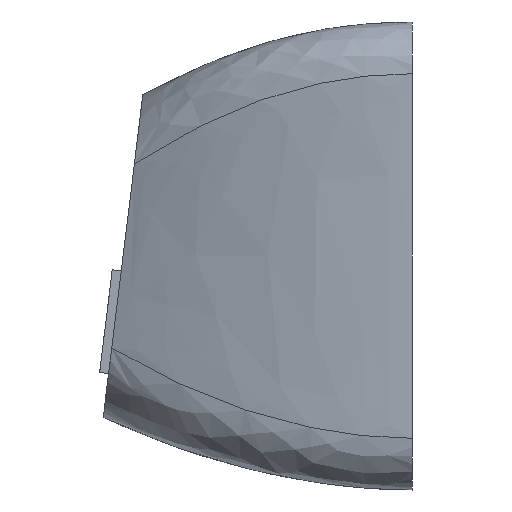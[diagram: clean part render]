
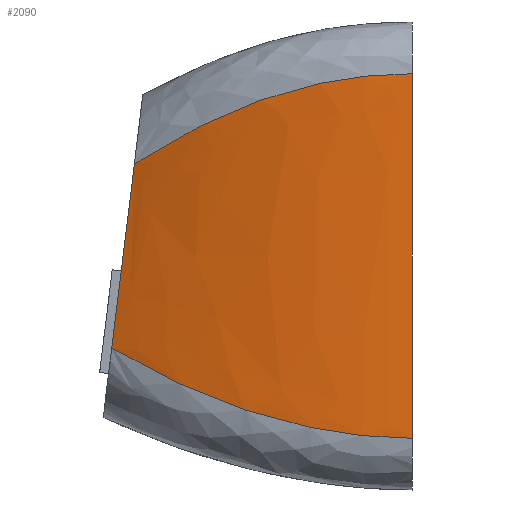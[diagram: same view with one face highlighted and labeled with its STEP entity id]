
A CAD part, left-side view. The second image highlights one B-rep face of the part: STEP entity #2090.
In plain terms, the highlighted free-form (B-spline) face has degree [3, 3] with [4, 4] control points.
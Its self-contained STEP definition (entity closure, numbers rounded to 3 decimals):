
#108=LINE('',#3792,#319);
#113=LINE('',#3813,#324);
#319=VECTOR('',#2380,10.);
#324=VECTOR('',#2397,10.);
#583=FACE_OUTER_BOUND('',#701,.T.);
#701=EDGE_LOOP('',(#1647,#1648,#1649,#1650));
#829=B_SPLINE_CURVE_WITH_KNOTS('',3,(#3929,#3930,#3931,#3932),
 .UNSPECIFIED.,.F.,.F.,(4,4),(0.,1.),.UNSPECIFIED.);
#830=B_SPLINE_CURVE_WITH_KNOTS('',3,(#3949,#3950,#3951,#3952),
 .UNSPECIFIED.,.F.,.F.,(4,4),(0.,1.),.UNSPECIFIED.);
#937=VERTEX_POINT('',#3789);
#938=VERTEX_POINT('',#3791);
#947=VERTEX_POINT('',#3810);
#948=VERTEX_POINT('',#3812);
#1184=EDGE_CURVE('',#938,#937,#108,.T.);
#1194=EDGE_CURVE('',#947,#948,#113,.T.);
#1202=EDGE_CURVE('',#947,#938,#829,.T.);
#1203=EDGE_CURVE('',#948,#937,#830,.T.);
#1647=ORIENTED_EDGE('',*,*,#1194,.F.);
#1648=ORIENTED_EDGE('',*,*,#1202,.T.);
#1649=ORIENTED_EDGE('',*,*,#1184,.T.);
#1650=ORIENTED_EDGE('',*,*,#1203,.F.);
#2024=B_SPLINE_SURFACE_WITH_KNOTS('',3,3,((#3933,#3934,#3935,#3936),(#3937,
#3938,#3939,#3940),(#3941,#3942,#3943,#3944),(#3945,#3946,#3947,#3948)),
 .UNSPECIFIED.,.F.,.F.,.F.,(4,4),(4,4),(0.,1.),(0.,1.),.UNSPECIFIED.);
#2090=ADVANCED_FACE('',(#583),#2024,.F.);
#2380=DIRECTION('',(0.,0.,1.));
#2397=DIRECTION('',(0.,-0.122,0.993));
#3789=CARTESIAN_POINT('',(0.,0.,16.1));
#3791=CARTESIAN_POINT('',(0.,0.,2.));
#3792=CARTESIAN_POINT('',(0.,0.,16.1));
#3810=CARTESIAN_POINT('',(2.7,11.625,5.494));
#3812=CARTESIAN_POINT('',(2.7,10.752,12.606));
#3813=CARTESIAN_POINT('',(2.7,10.752,12.606));
#3929=CARTESIAN_POINT('Ctrl Pts',(2.7,11.625,5.494));
#3930=CARTESIAN_POINT('Ctrl Pts',(0.9,7.75,3.165));
#3931=CARTESIAN_POINT('Ctrl Pts',(0.,3.73,
2.));
#3932=CARTESIAN_POINT('Ctrl Pts',(0.,0.,
2.));
#3933=CARTESIAN_POINT('Ctrl Pts',(2.7,11.625,5.494));
#3934=CARTESIAN_POINT('Ctrl Pts',(0.9,7.75,3.165));
#3935=CARTESIAN_POINT('Ctrl Pts',(0.,3.73,
2.));
#3936=CARTESIAN_POINT('Ctrl Pts',(0.,0.,
2.));
#3937=CARTESIAN_POINT('Ctrl Pts',(2.7,11.453,6.897));
#3938=CARTESIAN_POINT('Ctrl Pts',(0.939,7.635,4.8));
#3939=CARTESIAN_POINT('Ctrl Pts',(0.,3.73,
3.047));
#3940=CARTESIAN_POINT('Ctrl Pts',(0.,0.,
3.047));
#3941=CARTESIAN_POINT('Ctrl Pts',(2.7,10.924,11.203));
#3942=CARTESIAN_POINT('Ctrl Pts',(0.939,7.283,13.3));
#3943=CARTESIAN_POINT('Ctrl Pts',(0.,3.73,
15.053));
#3944=CARTESIAN_POINT('Ctrl Pts',(0.,0.,
15.053));
#3945=CARTESIAN_POINT('Ctrl Pts',(2.7,10.752,12.606));
#3946=CARTESIAN_POINT('Ctrl Pts',(0.9,7.168,14.935));
#3947=CARTESIAN_POINT('Ctrl Pts',(0.,3.73,
16.1));
#3948=CARTESIAN_POINT('Ctrl Pts',(0.,0.,
16.1));
#3949=CARTESIAN_POINT('Ctrl Pts',(2.7,10.752,12.606));
#3950=CARTESIAN_POINT('Ctrl Pts',(0.9,7.168,14.935));
#3951=CARTESIAN_POINT('Ctrl Pts',(0.,3.73,16.1));
#3952=CARTESIAN_POINT('Ctrl Pts',(0.,0.,16.1));
